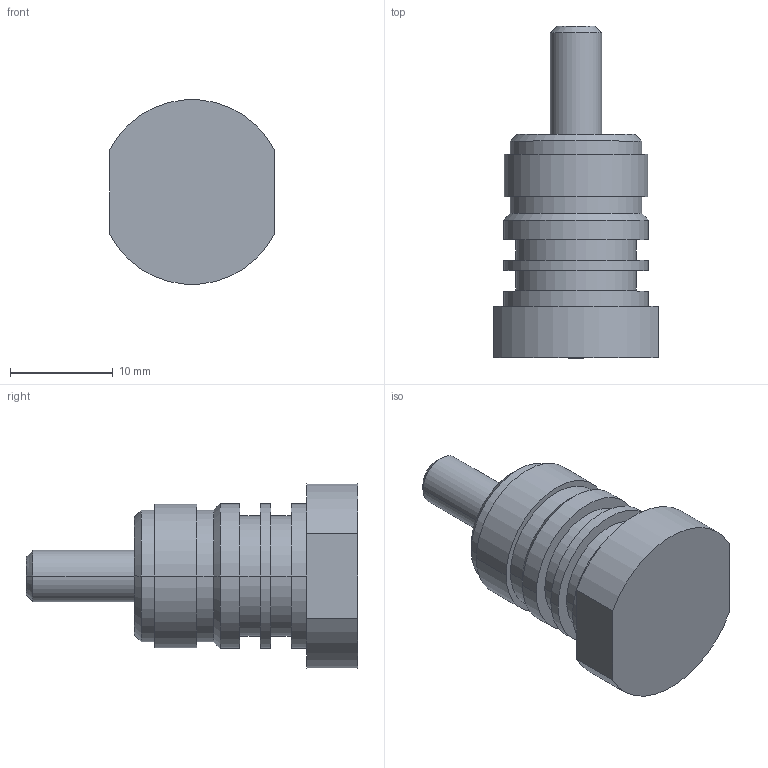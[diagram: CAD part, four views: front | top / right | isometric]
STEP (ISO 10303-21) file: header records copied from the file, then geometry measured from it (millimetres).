
FILE_DESCRIPTION (( 'STEP AP214' ), '1' );
FILE_NAME ('Mise_Air_Libre_M10_Bouchon_IA.STEP', '2024-09-12T16:45:17', ( '' ), ( '' ), 'SwSTEP 2.0', 'SolidWorks 2024', '' );
FILE_SCHEMA (( 'AUTOMOTIVE_DESIGN' ));
Length unit declared in the file: millimetre
Products named in the file (1): Mise_Air_Libre_M10_Bouchon_IA
Bounding box: 16 x 32.3 x 17.94 mm (x, y, z)
Volume: 3720.2 mm3; surface area: 1830 mm2
Topology: 1 solids, 1 shells, 38 faces, 76 edges, 48 vertices
Faces by surface type: cylinder 20, plane 12, cone 6
Entity records: 1023 total; most frequent: DIRECTION 198, CARTESIAN_POINT 163, ORIENTED_EDGE 152, AXIS2_PLACEMENT_3D 83, EDGE_CURVE 76, VERTEX_POINT 48, EDGE_LOOP 46, CIRCLE 44
